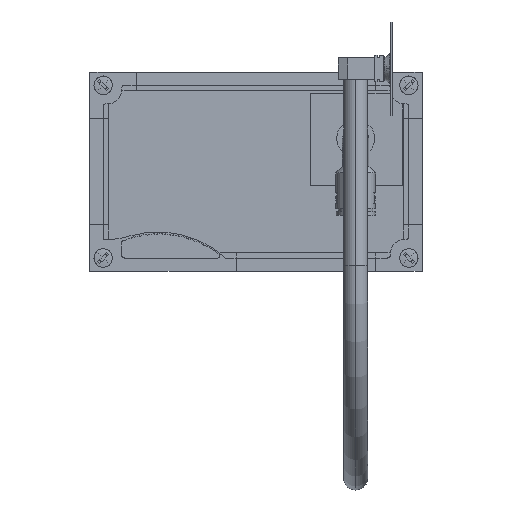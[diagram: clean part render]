
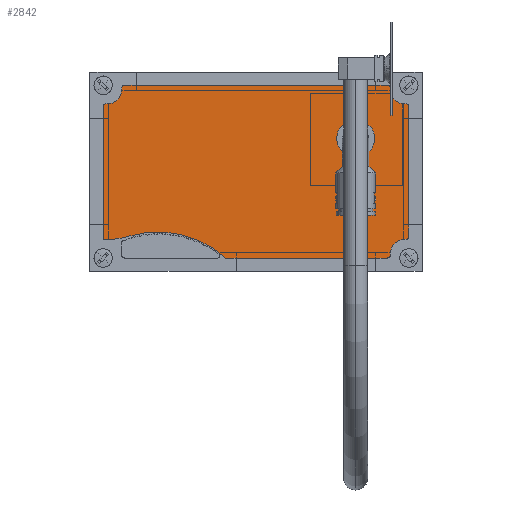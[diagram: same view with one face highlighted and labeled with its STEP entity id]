
A CAD part, top view. The second image highlights one B-rep face of the part: STEP entity #2842.
In plain terms, the highlighted planar face has unit normal (0, 0, 1).
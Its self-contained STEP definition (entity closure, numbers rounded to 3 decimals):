
#2842=ADVANCED_FACE('',(#5581,#5582),#5583,.F.);
#5581=FACE_OUTER_BOUND('',#8451,.T.);
#5582=FACE_BOUND('',#8452,.T.);
#5583=PLANE('',#8453);
#8451=EDGE_LOOP('',(#15515,#15516,#15517,#15518,#15519,#15520,#15521,#15522,#15523,#15524,#15525,#15526,#15527,#15528,#15529,#15530));
#8452=EDGE_LOOP('',(#15531,#15532));
#8453=AXIS2_PLACEMENT_3D('',#15533,#15534,#15535);
#15515=ORIENTED_EDGE('',*,*,#20250,.T.);
#15516=ORIENTED_EDGE('',*,*,#20246,.T.);
#15517=ORIENTED_EDGE('',*,*,#20242,.T.);
#15518=ORIENTED_EDGE('',*,*,#20253,.F.);
#15519=ORIENTED_EDGE('',*,*,#20254,.T.);
#15520=ORIENTED_EDGE('',*,*,#20255,.T.);
#15521=ORIENTED_EDGE('',*,*,#20256,.T.);
#15522=ORIENTED_EDGE('',*,*,#20257,.F.);
#15523=ORIENTED_EDGE('',*,*,#20258,.T.);
#15524=ORIENTED_EDGE('',*,*,#20259,.T.);
#15525=ORIENTED_EDGE('',*,*,#20260,.T.);
#15526=ORIENTED_EDGE('',*,*,#20261,.T.);
#15527=ORIENTED_EDGE('',*,*,#20262,.T.);
#15528=ORIENTED_EDGE('',*,*,#20263,.T.);
#15529=ORIENTED_EDGE('',*,*,#20264,.T.);
#15530=ORIENTED_EDGE('',*,*,#20265,.F.);
#15531=ORIENTED_EDGE('',*,*,#20237,.T.);
#15532=ORIENTED_EDGE('',*,*,#20235,.T.);
#15533=CARTESIAN_POINT('',(125.0,239.787,129.4));
#15534=DIRECTION('',(0.0,0.0,-1.0));
#15535=DIRECTION('',(0.0,-1.0,0.0));
#20235=EDGE_CURVE('',#24770,#24774,#24776,.T.);
#20237=EDGE_CURVE('',#24774,#24770,#24778,.T.);
#20242=EDGE_CURVE('',#24786,#24784,#24787,.T.);
#20246=EDGE_CURVE('',#24792,#24786,#24793,.T.);
#20250=EDGE_CURVE('',#24798,#24792,#24799,.T.);
#20253=EDGE_CURVE('',#24802,#24784,#24803,.T.);
#20254=EDGE_CURVE('',#24802,#24804,#24805,.T.);
#20255=EDGE_CURVE('',#24804,#24806,#24807,.T.);
#20256=EDGE_CURVE('',#24806,#24808,#24809,.T.);
#20257=EDGE_CURVE('',#24810,#24808,#24811,.T.);
#20258=EDGE_CURVE('',#24810,#24812,#24813,.T.);
#20259=EDGE_CURVE('',#24812,#24814,#24815,.T.);
#20260=EDGE_CURVE('',#24814,#24816,#24817,.T.);
#20261=EDGE_CURVE('',#24816,#24818,#24819,.T.);
#20262=EDGE_CURVE('',#24818,#24820,#24821,.T.);
#20263=EDGE_CURVE('',#24820,#24822,#24823,.T.);
#20264=EDGE_CURVE('',#24822,#24824,#24825,.T.);
#20265=EDGE_CURVE('',#24798,#24824,#24826,.T.);
#24770=VERTEX_POINT('',#31248);
#24774=VERTEX_POINT('',#31253);
#24776=CIRCLE('',#31256,10.5);
#24778=CIRCLE('',#31258,10.5);
#24784=VERTEX_POINT('',#31265);
#24786=VERTEX_POINT('',#31268);
#24787=LINE('',#31269,#31270);
#24792=VERTEX_POINT('',#31276);
#24793=CIRCLE('',#31277,8.);
#24798=VERTEX_POINT('',#31284);
#24799=LINE('',#31285,#31286);
#24802=VERTEX_POINT('',#31290);
#24803=LINE('',#31291,#31292);
#24804=VERTEX_POINT('',#31293);
#24805=LINE('',#31294,#31295);
#24806=VERTEX_POINT('',#31296);
#24807=CIRCLE('',#31297,8.);
#24808=VERTEX_POINT('',#31298);
#24809=LINE('',#31299,#31300);
#24810=VERTEX_POINT('',#31301);
#24811=LINE('',#31302,#31303);
#24812=VERTEX_POINT('',#31304);
#24813=LINE('',#31305,#31306);
#24814=VERTEX_POINT('',#31307);
#24815=CIRCLE('',#31308,8.);
#24816=VERTEX_POINT('',#31309);
#24817=LINE('',#31310,#31311);
#24818=VERTEX_POINT('',#31312);
#24819=LINE('',#31313,#31314);
#24820=VERTEX_POINT('',#31315);
#24821=LINE('',#31316,#31317);
#24822=VERTEX_POINT('',#31318);
#24823=CIRCLE('',#31319,8.);
#24824=VERTEX_POINT('',#31320);
#24825=LINE('',#31321,#31322);
#24826=LINE('',#31323,#31324);
#31248=CARTESIAN_POINT('',(210.5,264.787,129.4));
#31253=CARTESIAN_POINT('',(189.5,264.787,129.4));
#31256=AXIS2_PLACEMENT_3D('',#35590,#35591,#35592);
#31258=AXIS2_PLACEMENT_3D('',#35593,#35594,#35595);
#31265=CARTESIAN_POINT('',(245.0,186.787,129.4));
#31268=CARTESIAN_POINT('',(236.0,186.787,129.4));
#31269=CARTESIAN_POINT('',(182.75,186.787,129.4));
#31270=VECTOR('',#35601,1.0);
#31276=CARTESIAN_POINT('',(228.,178.787,129.4));
#31277=AXIS2_PLACEMENT_3D('',#35606,#35607,#35608);
#31284=CARTESIAN_POINT('',(228.0,169.787,129.4));
#31285=CARTESIAN_POINT('',(228.0,207.037,129.4));
#31286=VECTOR('',#35611,1.0);
#31290=CARTESIAN_POINT('',(245.0,292.787,129.4));
#31291=CARTESIAN_POINT('',(245.0,239.787,129.4));
#31292=VECTOR('',#35613,1.0);
#31293=CARTESIAN_POINT('',(236.0,292.787,129.4));
#31294=CARTESIAN_POINT('',(182.75,292.787,129.4));
#31295=VECTOR('',#35614,1.0);
#31296=CARTESIAN_POINT('',(228.,300.787,129.4));
#31297=AXIS2_PLACEMENT_3D('',#35615,#35616,#35617);
#31298=CARTESIAN_POINT('',(228.0,309.787,129.4));
#31299=CARTESIAN_POINT('',(228.0,272.537,129.4));
#31300=VECTOR('',#35618,1.0);
#31301=CARTESIAN_POINT('',(22.0,309.787,129.4));
#31302=CARTESIAN_POINT('',(125.0,309.787,129.4));
#31303=VECTOR('',#35619,1.0);
#31304=CARTESIAN_POINT('',(22.,300.787,129.4));
#31305=CARTESIAN_POINT('',(22.0,272.537,129.4));
#31306=VECTOR('',#35620,1.0);
#31307=CARTESIAN_POINT('',(14.0,292.787,129.4));
#31308=AXIS2_PLACEMENT_3D('',#35621,#35622,#35623);
#31309=CARTESIAN_POINT('',(5.0,292.787,129.4));
#31310=CARTESIAN_POINT('',(67.25,292.787,129.4));
#31311=VECTOR('',#35624,1.0);
#31312=CARTESIAN_POINT('',(5.0,186.787,129.4));
#31313=CARTESIAN_POINT('',(5.0,239.787,129.4));
#31314=VECTOR('',#35625,1.0);
#31315=CARTESIAN_POINT('',(14.0,186.787,129.4));
#31316=CARTESIAN_POINT('',(67.25,186.787,129.4));
#31317=VECTOR('',#35626,1.0);
#31318=CARTESIAN_POINT('',(22.,178.787,129.4));
#31319=AXIS2_PLACEMENT_3D('',#35627,#35628,#35629);
#31320=CARTESIAN_POINT('',(22.0,169.787,129.4));
#31321=CARTESIAN_POINT('',(22.0,207.037,129.4));
#31322=VECTOR('',#35630,1.0);
#31323=CARTESIAN_POINT('',(125.0,169.787,129.4));
#31324=VECTOR('',#35631,1.0);
#35590=CARTESIAN_POINT('',(200.0,264.787,129.4));
#35591=DIRECTION('',(0.0,0.0,-1.0));
#35592=DIRECTION('',(1.0,0.0,0.0));
#35593=CARTESIAN_POINT('',(200.0,264.787,129.4));
#35594=DIRECTION('',(0.0,0.0,-1.0));
#35595=DIRECTION('',(1.0,0.0,0.0));
#35601=DIRECTION('',(1.0,0.0,0.0));
#35606=CARTESIAN_POINT('',(236.,178.787,129.4));
#35607=DIRECTION('',(0.0,0.0,-1.0));
#35608=DIRECTION('',(-1.0,0.,0.0));
#35611=DIRECTION('',(0.0,1.0,0.0));
#35613=DIRECTION('',(0.0,-1.0,0.0));
#35614=DIRECTION('',(-1.0,-0.0,-0.0));
#35615=CARTESIAN_POINT('',(236.,300.787,129.4));
#35616=DIRECTION('',(-0.0,0.0,-1.0));
#35617=DIRECTION('',(-1.0,0.,0.0));
#35618=DIRECTION('',(0.0,1.0,0.0));
#35619=DIRECTION('',(1.0,0.0,0.0));
#35620=DIRECTION('',(0.0,-1.0,0.0));
#35621=CARTESIAN_POINT('',(14.,300.787,129.4));
#35622=DIRECTION('',(0.0,0.0,-1.0));
#35623=DIRECTION('',(1.0,0.,0.0));
#35624=DIRECTION('',(-1.0,-0.0,-0.0));
#35625=DIRECTION('',(0.0,-1.0,0.0));
#35626=DIRECTION('',(1.0,0.0,0.0));
#35627=CARTESIAN_POINT('',(14.,178.787,129.4));
#35628=DIRECTION('',(0.0,0.0,-1.0));
#35629=DIRECTION('',(1.0,0.,0.0));
#35630=DIRECTION('',(0.0,-1.0,0.0));
#35631=DIRECTION('',(-1.0,0.0,0.0));
